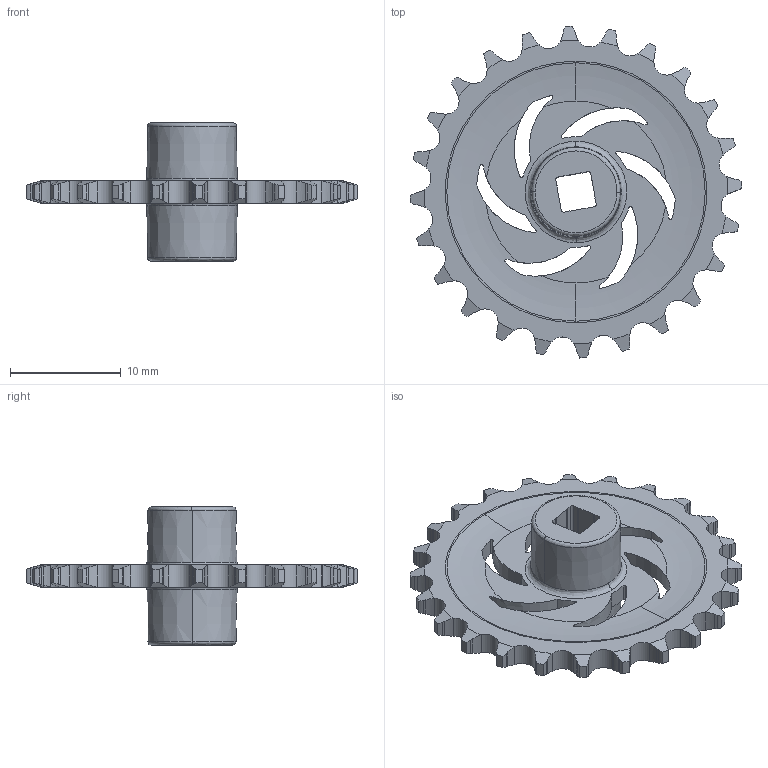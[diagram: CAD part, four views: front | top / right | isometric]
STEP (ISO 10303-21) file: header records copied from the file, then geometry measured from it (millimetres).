
FILE_DESCRIPTION (( 'STEP AP203' ), '1' );
FILE_NAME ('VEX-24-TOOTH-SPROCKET.STEP', '2007-08-25T23:13:40', ( 'Innovation First, Inc.' ), ( 'Innovation First, Inc.' ), 'SwSTEP 2.0', 'SolidWorks 2006052', '' );
FILE_SCHEMA (( 'CONFIG_CONTROL_DESIGN' ));
Length unit declared in the file: inch
Products named in the file (1): VEX-24-TOOTH-SPROCKET
Bounding box: 30.02 x 30.02 x 12.5 mm (x, y, z)
Volume: 1386.2 mm3; surface area: 1908.4 mm2
Topology: 1 solids, 1 shells, 361 faces, 1113 edges, 746 vertices
Faces by surface type: cylinder 198, plane 82, cone 53, bspline 24, torus 4
Entity records: 14300 total; most frequent: CARTESIAN_POINT 4758, ORIENTED_EDGE 2226, DIRECTION 1773, EDGE_CURVE 1113, VERTEX_POINT 746, AXIS2_PLACEMENT_3D 719, B_SPLINE_CURVE_WITH_KNOTS 387, CIRCLE 381
